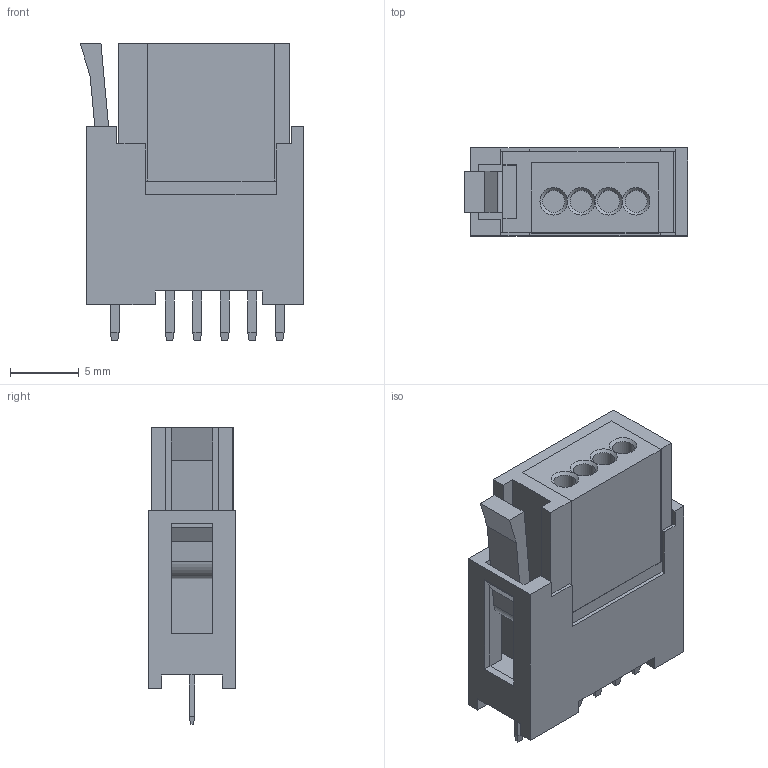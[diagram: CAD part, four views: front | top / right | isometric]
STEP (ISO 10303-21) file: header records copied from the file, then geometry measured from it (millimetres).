
FILE_DESCRIPTION(('FreeCAD Model'),'2;1');
FILE_NAME('CIOC_4_1_FV.step','2017-06-08T17:48:19',( 'kicad StepUp'),('ksu MCAD'),'Open CASCADE STEP processor 6.8', 'FreeCAD','Unknown');
FILE_SCHEMA(('AUTOMOTIVE_DESIGN_CC2 { 1 2 10303 214 -1 1 5 4 }'));
Length unit declared in the file: millimetre
Products named in the file (1): CIOC_4_1_FV
Bounding box: 16.25 x 6.4 x 21.6 mm (x, y, z)
Volume: 1439.6 mm3; surface area: 1731.4 mm2
Topology: 1 solids, 1 shells, 154 faces, 382 edges, 236 vertices
Faces by surface type: plane 120, bspline 24, cylinder 6, cone 4
Full cylindrical faces by diameter (mm): 1.6 x4
Entity records: 5494 total; most frequent: CARTESIAN_POINT 869, ORIENTED_EDGE 764, DIRECTION 636, EDGE_CURVE 382, LINE 342, VECTOR 342, VERTEX_POINT 236, FACE_BOUND 166
